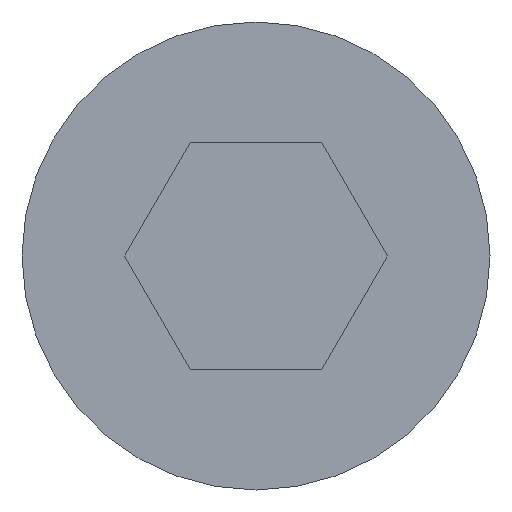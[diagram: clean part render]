
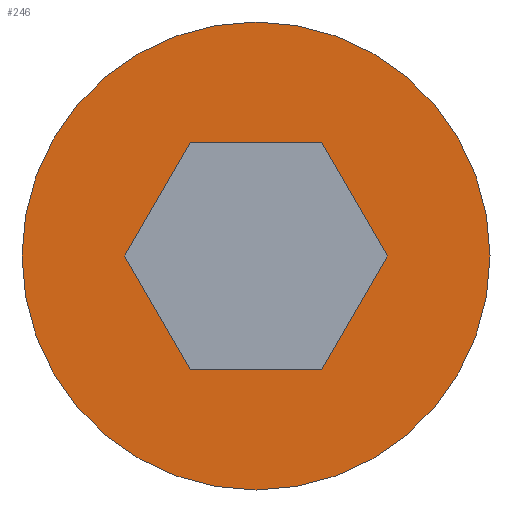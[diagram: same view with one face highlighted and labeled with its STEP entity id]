
A CAD part, front view. The second image highlights one B-rep face of the part: STEP entity #246.
In plain terms, the highlighted planar face has unit normal (0, -1, 0).
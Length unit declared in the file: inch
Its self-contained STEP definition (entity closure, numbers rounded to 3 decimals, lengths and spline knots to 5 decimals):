
#2 = CARTESIAN_POINT ( 'NONE',  ( -0.03157, 0., 0.05469 ) ) ;
#16 = ORIENTED_EDGE ( 'NONE', *, *, #336, .F. ) ;
#30 = CARTESIAN_POINT ( 'NONE',  ( 0.03157, 0., -0.05469 ) ) ;
#31 = LINE ( 'NONE', #2, #48 ) ;
#44 = CARTESIAN_POINT ( 'NONE',  ( 0.03157, 0., -0.05469 ) ) ;
#48 = VECTOR ( 'NONE', #345, 39.37008 ) ;
#63 = VERTEX_POINT ( 'NONE', #440 ) ;
#64 = CARTESIAN_POINT ( 'NONE',  ( -0.03157, 0., -0.05469 ) ) ;
#68 = DIRECTION ( 'NONE',  ( 0.5, 0., 0.866 ) ) ;
#99 = CARTESIAN_POINT ( 'NONE',  ( 0.06315, 0., 0. ) ) ;
#102 = DIRECTION ( 'NONE',  ( 0., 0., 1. ) ) ;
#105 = VERTEX_POINT ( 'NONE', #147 ) ;
#106 = DIRECTION ( 'NONE',  ( 0., 1., 0. ) ) ;
#108 = CARTESIAN_POINT ( 'NONE',  ( 0., 0., 0. ) ) ;
#112 = ORIENTED_EDGE ( 'NONE', *, *, #374, .F. ) ;
#115 = VERTEX_POINT ( 'NONE', #30 ) ;
#120 = CARTESIAN_POINT ( 'NONE',  ( 0., 0., 0. ) ) ;
#122 = ORIENTED_EDGE ( 'NONE', *, *, #351, .F. ) ;
#136 = ORIENTED_EDGE ( 'NONE', *, *, #271, .F. ) ;
#147 = CARTESIAN_POINT ( 'NONE',  ( 0., 0., -0.1125 ) ) ;
#161 = CARTESIAN_POINT ( 'NONE',  ( 0.03157, 0., 0.05469 ) ) ;
#175 = DIRECTION ( 'NONE',  ( 0., 0., 1. ) ) ;
#191 = DIRECTION ( 'NONE',  ( 1., 0., 0. ) ) ;
#194 = CARTESIAN_POINT ( 'NONE',  ( -0.03157, 0., 0.05469 ) ) ;
#199 = CARTESIAN_POINT ( 'NONE',  ( -0.03157, 0., -0.05469 ) ) ;
#215 = EDGE_LOOP ( 'NONE', ( #136, #122 ) ) ;
#221 = CARTESIAN_POINT ( 'NONE',  ( 0., 0., 0. ) ) ;
#246 = ADVANCED_FACE ( 'NONE', ( #334, #390 ), #265, .F. ) ;
#252 = AXIS2_PLACEMENT_3D ( 'NONE', #108, #106, #102 ) ;
#262 = EDGE_CURVE ( 'NONE', #344, #441, #31, .T. ) ;
#263 = LINE ( 'NONE', #199, #327 ) ;
#265 = PLANE ( 'NONE',  #285 ) ;
#269 = DIRECTION ( 'NONE',  ( -0.5, 0., 0.866 ) ) ;
#271 = EDGE_CURVE ( 'NONE', #105, #322, #358, .T. ) ;
#274 = VECTOR ( 'NONE', #68, 39.37008 ) ;
#276 = VECTOR ( 'NONE', #419, 39.37008 ) ;
#281 = CARTESIAN_POINT ( 'NONE',  ( -0.06315, 0., 0. ) ) ;
#285 = AXIS2_PLACEMENT_3D ( 'NONE', #120, #432, #175 ) ;
#286 = LINE ( 'NONE', #161, #276 ) ;
#288 = AXIS2_PLACEMENT_3D ( 'NONE', #221, #318, #406 ) ;
#298 = ORIENTED_EDGE ( 'NONE', *, *, #342, .F. ) ;
#301 = EDGE_CURVE ( 'NONE', #362, #63, #371, .T. ) ;
#302 = EDGE_CURVE ( 'NONE', #115, #362, #349, .T. ) ;
#303 = CIRCLE ( 'NONE', #252, 0.1125 ) ;
#318 = DIRECTION ( 'NONE',  ( 0., 1., 0. ) ) ;
#322 = VERTEX_POINT ( 'NONE', #409 ) ;
#327 = VECTOR ( 'NONE', #191, 39.37008 ) ;
#334 = FACE_BOUND ( 'NONE', #343, .T. ) ;
#336 = EDGE_CURVE ( 'NONE', #441, #373, #389, .T. ) ;
#342 = EDGE_CURVE ( 'NONE', #373, #115, #263, .T. ) ;
#343 = EDGE_LOOP ( 'NONE', ( #353, #400, #298, #16, #448, #112 ) ) ;
#344 = VERTEX_POINT ( 'NONE', #194 ) ;
#345 = DIRECTION ( 'NONE',  ( -0.5, 0., -0.866 ) ) ;
#349 = LINE ( 'NONE', #44, #274 ) ;
#351 = EDGE_CURVE ( 'NONE', #322, #105, #303, .T. ) ;
#353 = ORIENTED_EDGE ( 'NONE', *, *, #301, .F. ) ;
#358 = CIRCLE ( 'NONE', #288, 0.1125 ) ;
#361 = DIRECTION ( 'NONE',  ( 0.5, 0., -0.866 ) ) ;
#362 = VERTEX_POINT ( 'NONE', #99 ) ;
#371 = LINE ( 'NONE', #449, #380 ) ;
#373 = VERTEX_POINT ( 'NONE', #64 ) ;
#374 = EDGE_CURVE ( 'NONE', #63, #344, #286, .T. ) ;
#380 = VECTOR ( 'NONE', #269, 39.37008 ) ;
#385 = VECTOR ( 'NONE', #361, 39.37008 ) ;
#389 = LINE ( 'NONE', #281, #385 ) ;
#390 = FACE_OUTER_BOUND ( 'NONE', #215, .T. ) ;
#400 = ORIENTED_EDGE ( 'NONE', *, *, #302, .F. ) ;
#406 = DIRECTION ( 'NONE',  ( 0., 0., 1. ) ) ;
#408 = CARTESIAN_POINT ( 'NONE',  ( -0.06315, 0., 0. ) ) ;
#409 = CARTESIAN_POINT ( 'NONE',  ( 0., 0., 0.1125 ) ) ;
#419 = DIRECTION ( 'NONE',  ( -1., 0., 0. ) ) ;
#432 = DIRECTION ( 'NONE',  ( 0., 1., 0. ) ) ;
#440 = CARTESIAN_POINT ( 'NONE',  ( 0.03157, 0., 0.05469 ) ) ;
#441 = VERTEX_POINT ( 'NONE', #408 ) ;
#448 = ORIENTED_EDGE ( 'NONE', *, *, #262, .F. ) ;
#449 = CARTESIAN_POINT ( 'NONE',  ( 0.06315, 0., 0. ) ) ;
